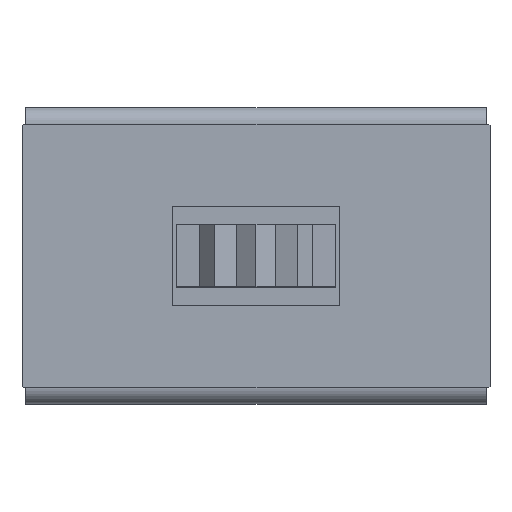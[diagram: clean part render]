
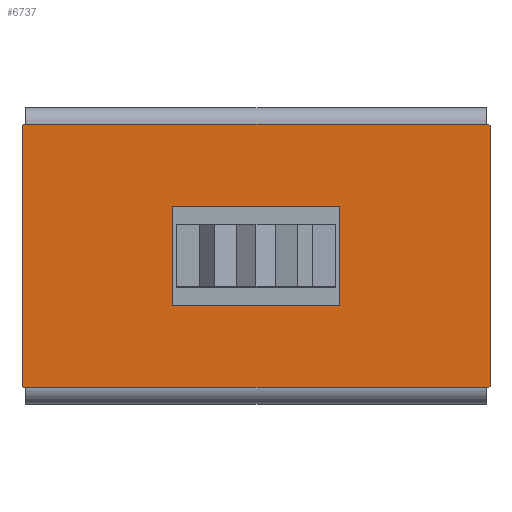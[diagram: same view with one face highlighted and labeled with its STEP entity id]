
A CAD part, top view. The second image highlights one B-rep face of the part: STEP entity #6737.
In plain terms, the highlighted planar face has unit normal (0, 0, 1).
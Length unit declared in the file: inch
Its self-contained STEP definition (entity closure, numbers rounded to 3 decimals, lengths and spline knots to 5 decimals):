
#53=FACE_BOUND('',#881,.T.);
#525=FACE_OUTER_BOUND('',#880,.T.);
#880=EDGE_LOOP('',(#5507,#5508,#5509,#5510,#5511,#5512,#5513,#5514));
#881=EDGE_LOOP('',(#5515,#5516,#5517,#5518));
#1599=LINE('',#10585,#2373);
#1601=LINE('',#10591,#2375);
#1607=LINE('',#10602,#2381);
#1608=LINE('',#10605,#2382);
#1609=LINE('',#10606,#2383);
#1610=LINE('',#10608,#2384);
#1611=LINE('',#10610,#2385);
#1612=LINE('',#10611,#2386);
#1613=LINE('',#10614,#2387);
#1614=LINE('',#10616,#2388);
#1615=LINE('',#10618,#2389);
#1616=LINE('',#10619,#2390);
#2373=VECTOR('',#8703,0.3937);
#2375=VECTOR('',#8707,0.3937);
#2381=VECTOR('',#8715,0.3937);
#2382=VECTOR('',#8718,0.3937);
#2383=VECTOR('',#8719,0.3937);
#2384=VECTOR('',#8720,0.3937);
#2385=VECTOR('',#8721,0.3937);
#2386=VECTOR('',#8722,0.3937);
#2387=VECTOR('',#8723,0.3937);
#2388=VECTOR('',#8724,0.3937);
#2389=VECTOR('',#8725,0.3937);
#2390=VECTOR('',#8726,0.3937);
#3011=VERTEX_POINT('',#10579);
#3013=VERTEX_POINT('',#10583);
#3014=VERTEX_POINT('',#10587);
#3016=VERTEX_POINT('',#10590);
#3020=VERTEX_POINT('',#10600);
#3021=VERTEX_POINT('',#10604);
#3022=VERTEX_POINT('',#10607);
#3023=VERTEX_POINT('',#10609);
#3024=VERTEX_POINT('',#10612);
#3025=VERTEX_POINT('',#10613);
#3026=VERTEX_POINT('',#10615);
#3027=VERTEX_POINT('',#10617);
#3862=EDGE_CURVE('',#3011,#3013,#1599,.T.);
#3864=EDGE_CURVE('',#3016,#3014,#1601,.T.);
#3870=EDGE_CURVE('',#3013,#3020,#1607,.T.);
#3871=EDGE_CURVE('',#3020,#3021,#1608,.T.);
#3872=EDGE_CURVE('',#3021,#3016,#1609,.T.);
#3873=EDGE_CURVE('',#3014,#3022,#1610,.T.);
#3874=EDGE_CURVE('',#3022,#3023,#1611,.T.);
#3875=EDGE_CURVE('',#3023,#3011,#1612,.T.);
#3876=EDGE_CURVE('',#3024,#3025,#1613,.T.);
#3877=EDGE_CURVE('',#3025,#3026,#1614,.T.);
#3878=EDGE_CURVE('',#3026,#3027,#1615,.T.);
#3879=EDGE_CURVE('',#3027,#3024,#1616,.T.);
#5507=ORIENTED_EDGE('',*,*,#3862,.T.);
#5508=ORIENTED_EDGE('',*,*,#3870,.T.);
#5509=ORIENTED_EDGE('',*,*,#3871,.T.);
#5510=ORIENTED_EDGE('',*,*,#3872,.T.);
#5511=ORIENTED_EDGE('',*,*,#3864,.T.);
#5512=ORIENTED_EDGE('',*,*,#3873,.T.);
#5513=ORIENTED_EDGE('',*,*,#3874,.T.);
#5514=ORIENTED_EDGE('',*,*,#3875,.T.);
#5515=ORIENTED_EDGE('',*,*,#3876,.T.);
#5516=ORIENTED_EDGE('',*,*,#3877,.T.);
#5517=ORIENTED_EDGE('',*,*,#3878,.T.);
#5518=ORIENTED_EDGE('',*,*,#3879,.T.);
#6091=PLANE('',#7212);
#6737=ADVANCED_FACE('',(#525,#53),#6091,.T.);
#7212=AXIS2_PLACEMENT_3D('',#10603,#8716,#8717);
#8703=DIRECTION('',(0.,1.,0.));
#8707=DIRECTION('',(0.,-1.,0.));
#8715=DIRECTION('',(-0.934,0.358,0.));
#8716=DIRECTION('center_axis',(0.,0.,1.));
#8717=DIRECTION('ref_axis',(1.,0.,0.));
#8718=DIRECTION('',(-1.,0.,0.));
#8719=DIRECTION('',(-0.934,-0.358,0.));
#8720=DIRECTION('',(0.934,-0.358,0.));
#8721=DIRECTION('',(1.,0.,0.));
#8722=DIRECTION('',(0.934,0.358,0.));
#8723=DIRECTION('',(0.,1.,0.));
#8724=DIRECTION('',(1.,0.,0.));
#8725=DIRECTION('',(0.,-1.,0.));
#8726=DIRECTION('',(-1.,0.,0.));
#10579=CARTESIAN_POINT('',(0.319,-0.17808,0.));
#10583=CARTESIAN_POINT('',(0.319,0.17808,0.));
#10585=CARTESIAN_POINT('',(0.319,0.17123,0.));
#10587=CARTESIAN_POINT('',(-0.319,-0.17808,0.));
#10590=CARTESIAN_POINT('',(-0.319,0.17808,0.));
#10591=CARTESIAN_POINT('',(-0.319,-0.28233,0.));
#10600=CARTESIAN_POINT('',(0.31631,0.17911,0.));
#10602=CARTESIAN_POINT('',(0.20727,0.22097,0.));
#10603=CARTESIAN_POINT('Origin',(0.,0.,0.));
#10604=CARTESIAN_POINT('',(-0.31631,0.17911,0.));
#10605=CARTESIAN_POINT('',(0.15816,0.17911,0.));
#10606=CARTESIAN_POINT('',(-0.30027,0.18527,0.));
#10607=CARTESIAN_POINT('',(-0.31631,-0.17911,0.));
#10608=CARTESIAN_POINT('',(-0.20727,-0.22097,0.));
#10609=CARTESIAN_POINT('',(0.31631,-0.17911,0.));
#10610=CARTESIAN_POINT('',(-0.15816,-0.17911,0.));
#10611=CARTESIAN_POINT('',(0.30027,-0.18527,0.));
#10612=CARTESIAN_POINT('',(-0.114,-0.0675,0.));
#10613=CARTESIAN_POINT('',(-0.114,0.0675,0.));
#10614=CARTESIAN_POINT('',(-0.114,0.03375,0.));
#10615=CARTESIAN_POINT('',(0.114,0.0675,0.));
#10616=CARTESIAN_POINT('',(0.057,0.0675,0.));
#10617=CARTESIAN_POINT('',(0.114,-0.0675,0.));
#10618=CARTESIAN_POINT('',(0.114,-0.03375,0.));
#10619=CARTESIAN_POINT('',(-0.057,-0.0675,0.));
